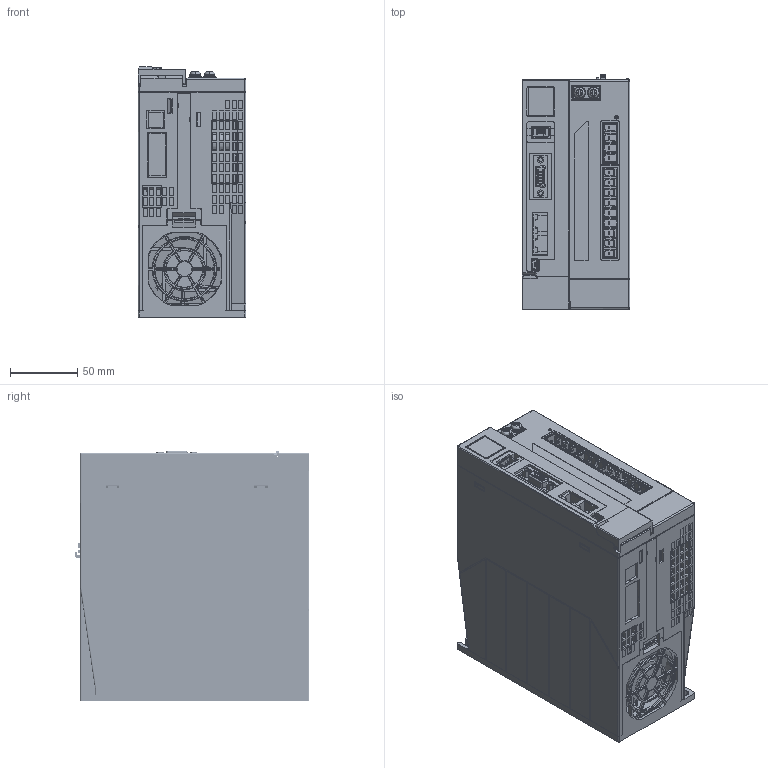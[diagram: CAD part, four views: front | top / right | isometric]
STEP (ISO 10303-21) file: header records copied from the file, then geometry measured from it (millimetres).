
FILE_DESCRIPTION((''),'2;1');
FILE_NAME('_X4-3000-EB','2023-07-14T15:12:13',('cheny'),('Invt'),'CREO PARAMETRIC BY PTC INC, 2020053','CREO PARAMETRIC BY PTC INC, 2020053','');
FILE_SCHEMA(('CONFIG_CONTROL_DESIGN'));
Products named in the file (1): _X4-3000-EB
Bounding box: 80 x 174.2 x 186 mm (x, y, z)
Volume: 2063381.8 mm3; surface area: 351089.2 mm2
Topology: 2 solids, 31 shells, 7726 faces, 21431 edges, 14085 vertices
Faces by surface type: plane 6063, cylinder 1222, extrusion 194, torus 92, bspline 76, sphere 41, cone 38
Entity records: 253631 total; most frequent: CARTESIAN_POINT 54679, ORIENTED_EDGE 42549, DIRECTION 38435, EDGE_CURVE 21398, VECTOR 17611, LINE 17417, VERTEX_POINT 14085, AXIS2_PLACEMENT_3D 10412
